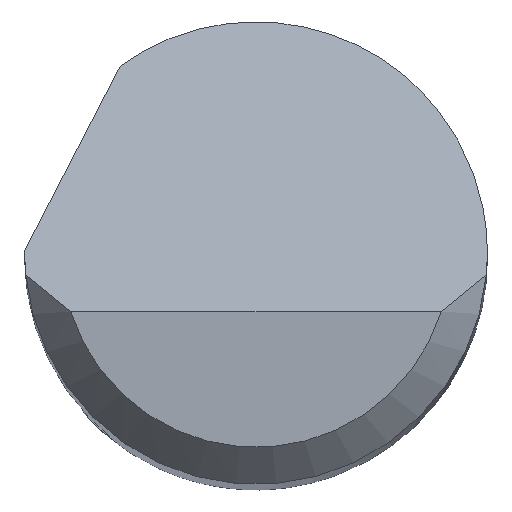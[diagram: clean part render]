
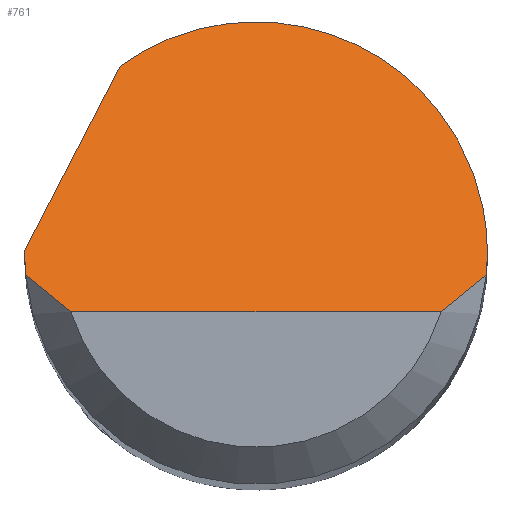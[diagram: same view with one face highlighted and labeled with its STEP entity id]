
A CAD part, top view. The second image highlights one B-rep face of the part: STEP entity #761.
In plain terms, the highlighted planar face has unit normal (0, 0.707, 0.707).
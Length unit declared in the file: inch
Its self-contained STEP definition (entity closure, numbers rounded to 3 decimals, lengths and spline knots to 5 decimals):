
#1 = CARTESIAN_POINT ( 'NONE',  ( 0.08761, -0.01397, 1.49022 ) ) ;
#13 = CARTESIAN_POINT ( 'NONE',  ( -0.09375, 0., 1.47625 ) ) ;
#23 = DIRECTION ( 'NONE',  ( 0., -0.707, -0.707 ) ) ;
#55 = ORIENTED_EDGE ( 'NONE', *, *, #493, .F. ) ;
#59 = CARTESIAN_POINT ( 'NONE',  ( 0.09361, -0.00584, 1.48209 ) ) ;
#101 = CARTESIAN_POINT ( 'NONE',  ( 0., -0.02375, 1.5 ) ) ;
#109 = VERTEX_POINT ( 'NONE', #887 ) ;
#113 = EDGE_CURVE ( 'NONE', #372, #301, #376, .T. ) ;
#124 =( BOUNDED_CURVE ( )  B_SPLINE_CURVE ( 3, ( #518, #208, #59, #563 ),
 .UNSPECIFIED., .F., .T. ) 
 B_SPLINE_CURVE_WITH_KNOTS ( ( 4, 4 ),
 ( 1.5708, 1.66427 ),
 .UNSPECIFIED. ) 
 CURVE ( )  GEOMETRIC_REPRESENTATION_ITEM ( )  RATIONAL_B_SPLINE_CURVE ( ( 1., 0.999, 0.999, 1. ) ) 
 REPRESENTATION_ITEM ( '' )  );
#126 = CARTESIAN_POINT ( 'NONE',  ( -0.09361, -0.00584, 1.48209 ) ) ;
#138 = EDGE_CURVE ( 'NONE', #109, #545, #787, .T. ) ;
#142 = EDGE_CURVE ( 'NONE', #650, #623, #124, .T. ) ;
#145 = CARTESIAN_POINT ( 'NONE',  ( -0.05508, 0.07587, 1.40038 ) ) ;
#193 = CARTESIAN_POINT ( 'NONE',  ( 0.07508, -0.02375, 1.5 ) ) ;
#198 = VERTEX_POINT ( 'NONE', #773 ) ;
#208 = CARTESIAN_POINT ( 'NONE',  ( 0.09375, -0.00292, 1.47917 ) ) ;
#237 = ORIENTED_EDGE ( 'NONE', *, *, #637, .T. ) ;
#239 = CARTESIAN_POINT ( 'NONE',  ( 0.09375, 0.08754, 1.38871 ) ) ;
#254 = CARTESIAN_POINT ( 'NONE',  ( -0.08157, -0.019, 1.49525 ) ) ;
#255 = CARTESIAN_POINT ( 'NONE',  ( 0.01576, 0.12729, 1.34896 ) ) ;
#259 = CARTESIAN_POINT ( 'NONE',  ( -0.05508, 0.07587, 1.40038 ) ) ;
#261 = CARTESIAN_POINT ( 'NONE',  ( -0.09375, 0.00067, 1.47558 ) ) ;
#272 = ORIENTED_EDGE ( 'NONE', *, *, #113, .F. ) ;
#274 =( BOUNDED_CURVE ( )  B_SPLINE_CURVE ( 3, ( #259, #255, #239, #665 ),
 .UNSPECIFIED., .F., .T. ) 
 B_SPLINE_CURVE_WITH_KNOTS ( ( 4, 4 ),
 ( 5.65523, 7.85398 ),
 .UNSPECIFIED. ) 
 CURVE ( )  GEOMETRIC_REPRESENTATION_ITEM ( )  RATIONAL_B_SPLINE_CURVE ( ( 1., 0.636, 0.636, 1. ) ) 
 REPRESENTATION_ITEM ( '' )  );
#279 =( BOUNDED_CURVE ( )  B_SPLINE_CURVE ( 3, ( #755, #126, #695, #343 ),
 .UNSPECIFIED., .F., .T. ) 
 B_SPLINE_CURVE_WITH_KNOTS ( ( 4, 4 ),
 ( 4.61892, 4.71239 ),
 .UNSPECIFIED. ) 
 CURVE ( )  GEOMETRIC_REPRESENTATION_ITEM ( )  RATIONAL_B_SPLINE_CURVE ( ( 1., 0.999, 0.999, 1. ) ) 
 REPRESENTATION_ITEM ( '' )  );
#301 = VERTEX_POINT ( 'NONE', #505 ) ;
#317 = ORIENTED_EDGE ( 'NONE', *, *, #866, .F. ) ;
#323 = ORIENTED_EDGE ( 'NONE', *, *, #888, .T. ) ;
#343 = CARTESIAN_POINT ( 'NONE',  ( -0.09375, 0., 1.47625 ) ) ;
#345 = ORIENTED_EDGE ( 'NONE', *, *, #142, .F. ) ;
#360 = LINE ( 'NONE', #739, #498 ) ;
#364 = DIRECTION ( 'NONE',  ( 0., 0.707, -0.707 ) ) ;
#368 = PLANE ( 'NONE',  #464 ) ;
#372 = VERTEX_POINT ( 'NONE', #13 ) ;
#376 =( BOUNDED_CURVE ( )  B_SPLINE_CURVE ( 3, ( #667, #752, #261, #536 ),
 .UNSPECIFIED., .F., .T. ) 
 B_SPLINE_CURVE_WITH_KNOTS ( ( 4, 4 ),
 ( 4.71239, 4.72306 ),
 .UNSPECIFIED. ) 
 CURVE ( )  GEOMETRIC_REPRESENTATION_ITEM ( )  RATIONAL_B_SPLINE_CURVE ( ( 1., 1., 1., 1. ) ) 
 REPRESENTATION_ITEM ( '' )  );
#380 = CARTESIAN_POINT ( 'NONE',  ( 0.07508, -0.02375, 1.5 ) ) ;
#385 = DIRECTION ( 'NONE',  ( 1., 0., 0. ) ) ;
#443 = CARTESIAN_POINT ( 'NONE',  ( -0.09334, -0.00875, 1.485 ) ) ;
#464 = AXIS2_PLACEMENT_3D ( 'NONE', #569, #23, #364 ) ;
#493 = EDGE_CURVE ( 'NONE', #760, #650, #274, .T. ) ;
#498 = VECTOR ( 'NONE', #582, 39.37008 ) ;
#505 = CARTESIAN_POINT ( 'NONE',  ( -0.09374, 0.001, 1.47525 ) ) ;
#507 = FACE_OUTER_BOUND ( 'NONE', #531, .T. ) ;
#511 = CARTESIAN_POINT ( 'NONE',  ( -0.08761, -0.01397, 1.49022 ) ) ;
#518 = CARTESIAN_POINT ( 'NONE',  ( 0.09375, 0., 1.47625 ) ) ;
#531 = EDGE_LOOP ( 'NONE', ( #756, #237, #345, #55, #317, #272, #601, #323 ) ) ;
#536 = CARTESIAN_POINT ( 'NONE',  ( -0.09374, 0.001, 1.47525 ) ) ;
#542 = CARTESIAN_POINT ( 'NONE',  ( 0.09375, 0., 1.47625 ) ) ;
#545 = VERTEX_POINT ( 'NONE', #380 ) ;
#550 = CARTESIAN_POINT ( 'NONE',  ( 0.09334, -0.00875, 1.485 ) ) ;
#557 = B_SPLINE_CURVE_WITH_KNOTS ( 'NONE', 3,
 ( #193, #692, #1, #550 ),
 .UNSPECIFIED., .F., .F.,
 ( 4, 4 ),
 ( 0., 0.00071 ),
 .UNSPECIFIED. ) ;
#563 = CARTESIAN_POINT ( 'NONE',  ( 0.09334, -0.00875, 1.485 ) ) ;
#569 = CARTESIAN_POINT ( 'NONE',  ( -0.09375, -0.02375, 1.5 ) ) ;
#582 = DIRECTION ( 'NONE',  ( 0.343, 0.664, -0.664 ) ) ;
#592 = CARTESIAN_POINT ( 'NONE',  ( -0.07508, -0.02375, 1.5 ) ) ;
#601 = ORIENTED_EDGE ( 'NONE', *, *, #697, .F. ) ;
#623 = VERTEX_POINT ( 'NONE', #767 ) ;
#635 = VECTOR ( 'NONE', #385, 39.37008 ) ;
#637 = EDGE_CURVE ( 'NONE', #545, #623, #557, .T. ) ;
#650 = VERTEX_POINT ( 'NONE', #542 ) ;
#665 = CARTESIAN_POINT ( 'NONE',  ( 0.09375, 0., 1.47625 ) ) ;
#667 = CARTESIAN_POINT ( 'NONE',  ( -0.09375, 0., 1.47625 ) ) ;
#692 = CARTESIAN_POINT ( 'NONE',  ( 0.08157, -0.019, 1.49525 ) ) ;
#695 = CARTESIAN_POINT ( 'NONE',  ( -0.09375, -0.00292, 1.47917 ) ) ;
#697 = EDGE_CURVE ( 'NONE', #198, #372, #279, .T. ) ;
#739 = CARTESIAN_POINT ( 'NONE',  ( -0.10502, -0.02084, 1.49709 ) ) ;
#752 = CARTESIAN_POINT ( 'NONE',  ( -0.09375, 0.00033, 1.47592 ) ) ;
#755 = CARTESIAN_POINT ( 'NONE',  ( -0.09334, -0.00875, 1.485 ) ) ;
#756 = ORIENTED_EDGE ( 'NONE', *, *, #138, .T. ) ;
#760 = VERTEX_POINT ( 'NONE', #145 ) ;
#761 = ADVANCED_FACE ( 'NONE', ( #507 ), #368, .F. ) ;
#767 = CARTESIAN_POINT ( 'NONE',  ( 0.09334, -0.00875, 1.485 ) ) ;
#773 = CARTESIAN_POINT ( 'NONE',  ( -0.09334, -0.00875, 1.485 ) ) ;
#787 = LINE ( 'NONE', #101, #635 ) ;
#852 = B_SPLINE_CURVE_WITH_KNOTS ( 'NONE', 3,
 ( #443, #511, #254, #592 ),
 .UNSPECIFIED., .F., .F.,
 ( 4, 4 ),
 ( 0., 0.00071 ),
 .UNSPECIFIED. ) ;
#866 = EDGE_CURVE ( 'NONE', #301, #760, #360, .T. ) ;
#887 = CARTESIAN_POINT ( 'NONE',  ( -0.07508, -0.02375, 1.5 ) ) ;
#888 = EDGE_CURVE ( 'NONE', #198, #109, #852, .T. ) ;
